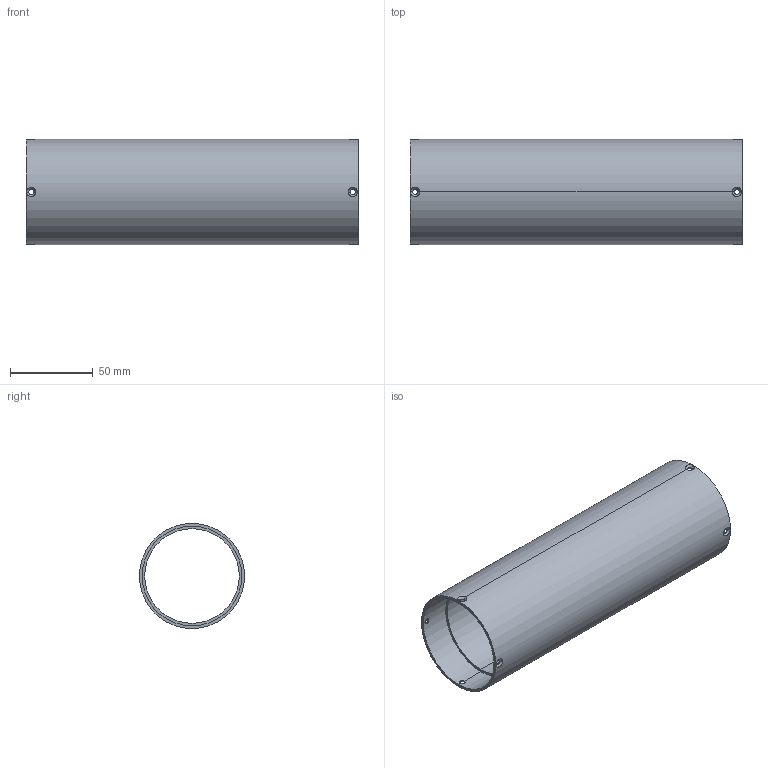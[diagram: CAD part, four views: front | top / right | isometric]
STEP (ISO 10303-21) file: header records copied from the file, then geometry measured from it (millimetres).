
FILE_DESCRIPTION (( 'STEP AP203' ), '1' );
FILE_NAME ('EXK-01-0008-02.STEP', '2021-03-24T11:03:21', ( '' ), ( '' ), 'SwSTEP 2.0', 'SolidWorks 2020', '' );
FILE_SCHEMA (( 'CONFIG_CONTROL_DESIGN' ));
Length unit declared in the file: metre
Products named in the file (1): EXK-01-0008-02
Bounding box: 200.45 x 63.5 x 63.5 mm (x, y, z)
Volume: 109717.8 mm3; surface area: 77501.6 mm2
Topology: 1 solids, 1 shells, 44 faces, 112 edges, 64 vertices
Faces by surface type: cylinder 24, cone 16, plane 4
Entity records: 2237 total; most frequent: CARTESIAN_POINT 1117, ORIENTED_EDGE 224, DIRECTION 202, EDGE_CURVE 112, AXIS2_PLACEMENT_3D 77, VERTEX_POINT 64, EDGE_LOOP 56, VECTOR 48
